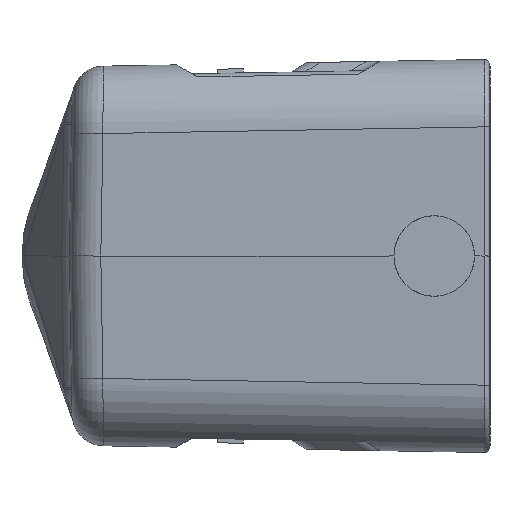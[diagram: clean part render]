
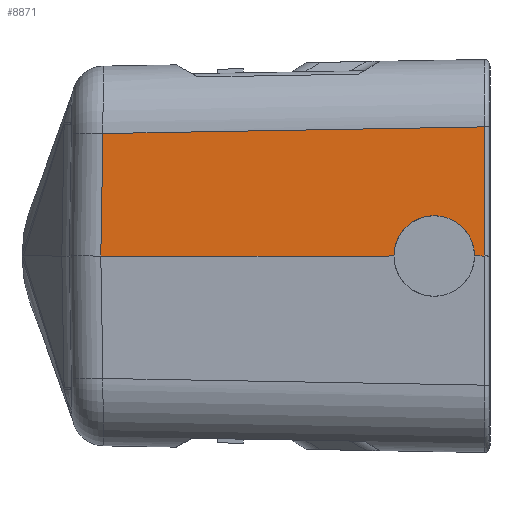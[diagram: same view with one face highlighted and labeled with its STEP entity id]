
A CAD part, left-side view. The second image highlights one B-rep face of the part: STEP entity #8871.
In plain terms, the highlighted planar face has unit normal (-1, 0.018, 0.017).
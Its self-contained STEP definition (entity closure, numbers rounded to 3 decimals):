
#1842=CARTESIAN_POINT('',(-29.743,70.608,14.121));
#1870=DIRECTION('',(0.,-0.707,0.707));
#1871=VECTOR('',#1870,4.4);
#1872=CARTESIAN_POINT('',(-29.894,76.1,
0.));
#1873=LINE('',#1872,#1871);
#1874=DIRECTION('',(0.017,-0.017,1.));
#1875=VECTOR('',#1874,13.397);
#1876=CARTESIAN_POINT('',(-29.257,112.562,
0.));
#1877=LINE('',#1876,#1875);
#1878=DIRECTION('',(-0.017,-1.,0.017));
#1879=VECTOR('',#1878,41.732);
#1880=CARTESIAN_POINT('',(-29.027,112.328,13.393));
#1881=LINE('',#1880,#1879);
#1882=CARTESIAN_POINT('',(-29.97,71.7,0.));
#1883=CARTESIAN_POINT('',(-29.96,71.7,
0.608));
#1884=CARTESIAN_POINT('',(-29.936,71.94,1.723));
#1885=CARTESIAN_POINT('',(-29.909,72.559,2.682));
#1886=CARTESIAN_POINT('',(-29.894,72.989,3.112));
#1902=CARTESIAN_POINT('',(-29.97,71.7,0.));
#1904=DIRECTION('',(-0.017,-1.,0.));
#1905=VECTOR('',#1904,1.09);
#1906=CARTESIAN_POINT('',(-29.97,71.7,0.));
#1907=LINE('',#1906,#1905);
#1916=DIRECTION('',(-0.017,-1.,0.));
#1917=VECTOR('',#1916,36.467);
#1918=CARTESIAN_POINT('',(-29.257,112.562,
0.));
#1919=LINE('',#1918,#1917);
#1954=DIRECTION('',(0.017,0.,1.));
#1955=VECTOR('',#1954,14.124);
#1956=CARTESIAN_POINT('',(-29.989,70.61,
0.));
#1957=LINE('',#1956,#1955);
#6166=CARTESIAN_POINT('',(-29.989,70.61,
0.));
#6167=VERTEX_POINT('',#6166);
#6168=CARTESIAN_POINT('',(-29.257,112.562,
0.));
#6169=VERTEX_POINT('',#6168);
#6172=CARTESIAN_POINT('',(-29.027,112.328,13.393));
#6173=VERTEX_POINT('',#6172);
#6179=VERTEX_POINT('',#1842);
#6536=VERTEX_POINT('',#1902);
#6537=CARTESIAN_POINT('',(-29.894,76.1,
0.));
#6538=VERTEX_POINT('',#6537);
#6539=CARTESIAN_POINT('',(-29.894,72.989,3.112));
#6540=VERTEX_POINT('',#6539);
#8851=CARTESIAN_POINT('',(-29.607,70.,22.544));
#8852=DIRECTION('',(-1.,0.017,0.017));
#8853=DIRECTION('',(0.017,1.,0.));
#8854=AXIS2_PLACEMENT_3D('',#8851,#8852,#8853);
#8855=PLANE('',#8854);
#8857=ORIENTED_EDGE('',*,*,#8856,.F.);
#8859=ORIENTED_EDGE('',*,*,#8858,.F.);
#8861=ORIENTED_EDGE('',*,*,#8860,.T.);
#8862=ORIENTED_EDGE('',*,*,#8838,.T.);
#8864=ORIENTED_EDGE('',*,*,#8863,.F.);
#8866=ORIENTED_EDGE('',*,*,#8865,.F.);
#8868=ORIENTED_EDGE('',*,*,#8867,.T.);
#8869=EDGE_LOOP('',(#8857,#8859,#8861,#8862,#8864,#8866,#8868));
#8870=FACE_OUTER_BOUND('',#8869,.F.);
#1887=B_SPLINE_CURVE_WITH_KNOTS('',3,(#1882,#1883,#1884,#1885,#1886),
.UNSPECIFIED.,.F.,.F.,(4,1,4),(0.,0.5,1.),.UNSPECIFIED.);
#8838=EDGE_CURVE('',#6173,#6179,#1881,.T.);
#8856=EDGE_CURVE('',#6538,#6540,#1873,.T.);
#8858=EDGE_CURVE('',#6169,#6538,#1919,.T.);
#8860=EDGE_CURVE('',#6169,#6173,#1877,.T.);
#8863=EDGE_CURVE('',#6167,#6179,#1957,.T.);
#8865=EDGE_CURVE('',#6536,#6167,#1907,.T.);
#8867=EDGE_CURVE('',#6536,#6540,#1887,.T.);
#8871=ADVANCED_FACE('',(#8870),#8855,.T.);
